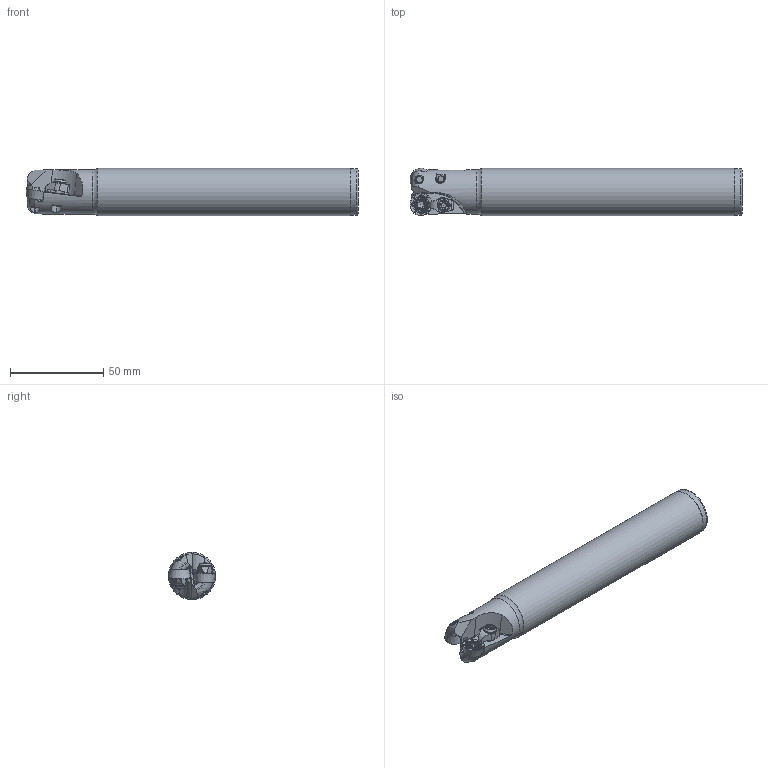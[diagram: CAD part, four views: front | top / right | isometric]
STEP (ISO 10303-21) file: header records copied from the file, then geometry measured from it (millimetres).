
FILE_DESCRIPTION(/* description */ (''),/* implementation_level */ '2;1');
FILE_NAME(/* name */ 'CUTTER_E-RDKT12-D100Z2C100-L700i.stp',/* time_stamp */ '2020-04-24T14:54:46+09:00',/* author */ (''),/* organization */ (''),/* preprocessor_version */ 'ST-DEVELOPER v16',/* originating_system */ 'SIEMENS PLM Software NX 10.0',/* authorisation */ '');
FILE_SCHEMA (('CONFIG_CONTROL_DESIGN'));
Length unit declared in the file: millimetre
Products named in the file (1): CUTTER_E-RDKT12-D100Z2C100-L700i
Bounding box: 177.8 x 25.4 x 25.4 mm (x, y, z)
Volume: 74314.9 mm3; surface area: 21183.6 mm2
Topology: 9 solids, 9 shells, 1281 faces, 3108 edges, 1777 vertices
Faces by surface type: bspline 724, cylinder 166, plane 161, torus 86, sphere 86, cone 58
Full cylindrical faces by diameter (mm): 3 x4, 3.3 x4, 3.5 x2, 4 x4, 4.3 x2, 4.4 x2, 4.5 x2, 5.5 x2, 7 x2, 8 x1, 23.6 x1, 25 x1, 25.4 x1
Entity records: 50435 total; most frequent: CARTESIAN_POINT 26506, ORIENTED_EDGE 5790, DIRECTION 3762, EDGE_CURVE 2895, VERTEX_POINT 1736, AXIS2_PLACEMENT_3D 1673, EDGE_LOOP 1398, B_SPLINE_CURVE_WITH_KNOTS 1364
